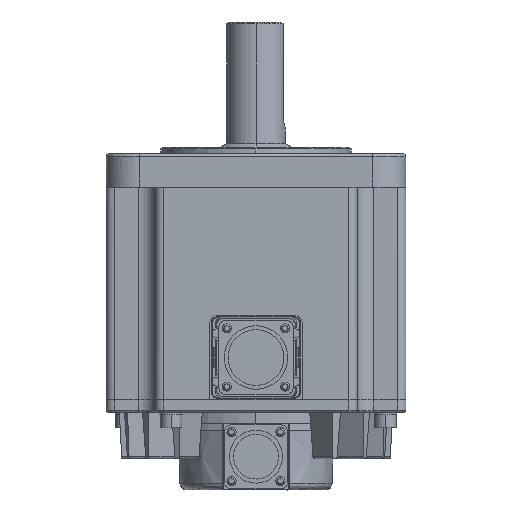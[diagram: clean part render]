
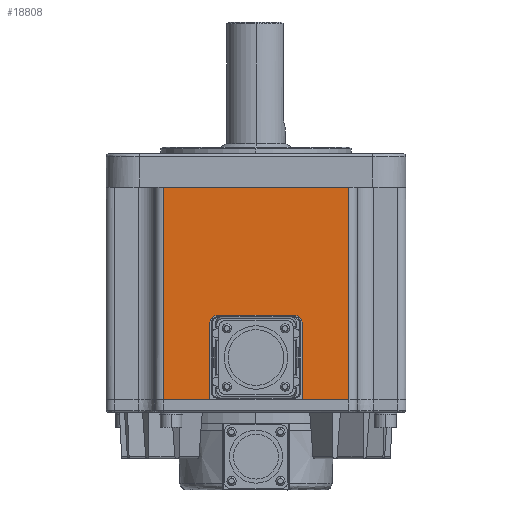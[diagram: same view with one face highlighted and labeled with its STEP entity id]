
A CAD part, left-side view. The second image highlights one B-rep face of the part: STEP entity #18808.
In plain terms, the highlighted planar face has unit normal (-1, 0, 0).
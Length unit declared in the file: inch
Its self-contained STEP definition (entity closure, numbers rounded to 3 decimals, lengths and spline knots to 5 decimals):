
#58 = EDGE_LOOP ( 'NONE', ( #9072, #2618, #17718, #13882, #13710, #9429, #11471, #17534, #4669, #15447 ) ) ;
#534 = CARTESIAN_POINT ( 'NONE',  ( -3.54331, 1.09646, -3.22244 ) ) ;
#1008 = EDGE_CURVE ( 'NONE', #14084, #14646, #14366, .T. ) ;
#1051 = VECTOR ( 'NONE', #1807, 39.37008 ) ;
#1133 = CARTESIAN_POINT ( 'NONE',  ( -3.54331, -2.19291, -5.02362 ) ) ;
#1170 = CARTESIAN_POINT ( 'NONE',  ( -3.54331, 2.19291, 0. ) ) ;
#1572 = EDGE_CURVE ( 'NONE', #14084, #6907, #10392, .T. ) ;
#1771 = CARTESIAN_POINT ( 'NONE',  ( -3.54331, -1.09646, -5.02362 ) ) ;
#1773 = VERTEX_POINT ( 'NONE', #12811 ) ;
#1807 = DIRECTION ( 'NONE',  ( 0., 1., 0. ) ) ;
#2101 = CARTESIAN_POINT ( 'NONE',  ( -3.54331, 0., -2.51181 ) ) ;
#2282 = DIRECTION ( 'NONE',  ( 0., 0., -1. ) ) ;
#2618 = ORIENTED_EDGE ( 'NONE', *, *, #7704, .F. ) ;
#2741 = LINE ( 'NONE', #9053, #11794 ) ;
#2758 = AXIS2_PLACEMENT_3D ( 'NONE', #2101, #17599, #2282 ) ;
#2984 = CIRCLE ( 'NONE', #19076, 0.19094 ) ;
#3131 = CARTESIAN_POINT ( 'NONE',  ( -3.54331, -0.90551, -3.0315 ) ) ;
#3233 = CARTESIAN_POINT ( 'NONE',  ( -3.54331, 1.09646, -2.51181 ) ) ;
#3317 = CARTESIAN_POINT ( 'NONE',  ( -3.54331, 0., -5.02362 ) ) ;
#3364 = DIRECTION ( 'NONE',  ( -1., 0., 0. ) ) ;
#3554 = VECTOR ( 'NONE', #4251, 39.37008 ) ;
#3704 = B_SPLINE_CURVE_WITH_KNOTS ( 'NONE', 3,
 ( #8795, #11835, #16665, #1170 ),
 .UNSPECIFIED., .F., .F.,
 ( 4, 4 ),
 ( 0., 1. ),
 .UNSPECIFIED. ) ;
#3919 = DIRECTION ( 'NONE',  ( 0., 1., 0. ) ) ;
#4251 = DIRECTION ( 'NONE',  ( 0., 1., 0. ) ) ;
#4534 = VERTEX_POINT ( 'NONE', #3131 ) ;
#4574 = CARTESIAN_POINT ( 'NONE',  ( -3.54331, -2.19291, 0. ) ) ;
#4669 = ORIENTED_EDGE ( 'NONE', *, *, #6981, .F. ) ;
#4718 = VECTOR ( 'NONE', #3919, 39.37008 ) ;
#4731 = VECTOR ( 'NONE', #17233, 39.37008 ) ;
#6209 = CARTESIAN_POINT ( 'NONE',  ( -3.54331, -0.90551, -3.22244 ) ) ;
#6575 = CARTESIAN_POINT ( 'NONE',  ( -3.54331, 0.90551, -3.22244 ) ) ;
#6829 = VERTEX_POINT ( 'NONE', #9881 ) ;
#6907 = VERTEX_POINT ( 'NONE', #8280 ) ;
#6981 = EDGE_CURVE ( 'NONE', #14646, #12283, #9057, .T. ) ;
#7508 = VERTEX_POINT ( 'NONE', #14157 ) ;
#7704 = EDGE_CURVE ( 'NONE', #6829, #6907, #3704, .T. ) ;
#8280 = CARTESIAN_POINT ( 'NONE',  ( -3.54331, 2.19291, 0. ) ) ;
#8632 = EDGE_CURVE ( 'NONE', #1773, #4534, #8733, .T. ) ;
#8733 = CIRCLE ( 'NONE', #15821, 0.19094 ) ;
#8795 = CARTESIAN_POINT ( 'NONE',  ( -3.54331, 2.19282, -5.02362 ) ) ;
#9053 = CARTESIAN_POINT ( 'NONE',  ( -3.54331, -1.09646, -2.51181 ) ) ;
#9057 = LINE ( 'NONE', #13709, #3554 ) ;
#9072 = ORIENTED_EDGE ( 'NONE', *, *, #1572, .T. ) ;
#9247 = EDGE_CURVE ( 'NONE', #7508, #6829, #18620, .T. ) ;
#9429 = ORIENTED_EDGE ( 'NONE', *, *, #19915, .F. ) ;
#9486 = DIRECTION ( 'NONE',  ( 0., 0., 1. ) ) ;
#9536 = CARTESIAN_POINT ( 'NONE',  ( -3.54331, 0.90551, -3.0315 ) ) ;
#9881 = CARTESIAN_POINT ( 'NONE',  ( -3.54331, 2.19282, -5.02362 ) ) ;
#10090 = CARTESIAN_POINT ( 'NONE',  ( -3.54331, 0., 0. ) ) ;
#10289 = DIRECTION ( 'NONE',  ( 0., 1., 0. ) ) ;
#10392 = LINE ( 'NONE', #10090, #18512 ) ;
#10477 = VERTEX_POINT ( 'NONE', #9536 ) ;
#10630 = DIRECTION ( 'NONE',  ( -1., 0., 0. ) ) ;
#11122 = EDGE_CURVE ( 'NONE', #10477, #15074, #2984, .T. ) ;
#11235 = DIRECTION ( 'NONE',  ( 0., 0., -1. ) ) ;
#11471 = ORIENTED_EDGE ( 'NONE', *, *, #8632, .F. ) ;
#11770 = CARTESIAN_POINT ( 'NONE',  ( -3.54331, 0., -3.0315 ) ) ;
#11794 = VECTOR ( 'NONE', #15116, 39.37008 ) ;
#11835 = CARTESIAN_POINT ( 'NONE',  ( -3.54331, 2.19285, -3.34908 ) ) ;
#12170 = DIRECTION ( 'NONE',  ( 0., 0., 1. ) ) ;
#12283 = VERTEX_POINT ( 'NONE', #1771 ) ;
#12811 = CARTESIAN_POINT ( 'NONE',  ( -3.54331, -1.09646, -3.22244 ) ) ;
#13709 = CARTESIAN_POINT ( 'NONE',  ( -3.54331, -0.00003, -5.02362 ) ) ;
#13710 = ORIENTED_EDGE ( 'NONE', *, *, #11122, .F. ) ;
#13882 = ORIENTED_EDGE ( 'NONE', *, *, #18472, .F. ) ;
#13904 = LINE ( 'NONE', #3233, #4731 ) ;
#14084 = VERTEX_POINT ( 'NONE', #4574 ) ;
#14157 = CARTESIAN_POINT ( 'NONE',  ( -3.54331, 1.09646, -5.02362 ) ) ;
#14366 = LINE ( 'NONE', #16161, #17530 ) ;
#14646 = VERTEX_POINT ( 'NONE', #1133 ) ;
#15074 = VERTEX_POINT ( 'NONE', #534 ) ;
#15116 = DIRECTION ( 'NONE',  ( 0., 0., 1. ) ) ;
#15447 = ORIENTED_EDGE ( 'NONE', *, *, #1008, .F. ) ;
#15821 = AXIS2_PLACEMENT_3D ( 'NONE', #6209, #10630, #12170 ) ;
#15884 = FACE_OUTER_BOUND ( 'NONE', #58, .T. ) ;
#16161 = CARTESIAN_POINT ( 'NONE',  ( -3.54331, -2.19291, -5.12409 ) ) ;
#16665 = CARTESIAN_POINT ( 'NONE',  ( -3.54331, 2.19288, -1.67454 ) ) ;
#17233 = DIRECTION ( 'NONE',  ( 0., 0., -1. ) ) ;
#17530 = VECTOR ( 'NONE', #11235, 39.37008 ) ;
#17534 = ORIENTED_EDGE ( 'NONE', *, *, #18311, .F. ) ;
#17599 = DIRECTION ( 'NONE',  ( 1., 0., 0. ) ) ;
#17693 = PLANE ( 'NONE',  #2758 ) ;
#17708 = LINE ( 'NONE', #11770, #4718 ) ;
#17718 = ORIENTED_EDGE ( 'NONE', *, *, #9247, .F. ) ;
#18311 = EDGE_CURVE ( 'NONE', #12283, #1773, #2741, .T. ) ;
#18472 = EDGE_CURVE ( 'NONE', #15074, #7508, #13904, .T. ) ;
#18512 = VECTOR ( 'NONE', #10289, 39.37008 ) ;
#18620 = LINE ( 'NONE', #3317, #1051 ) ;
#18808 = ADVANCED_FACE ( 'NONE', ( #15884 ), #17693, .F. ) ;
#19076 = AXIS2_PLACEMENT_3D ( 'NONE', #6575, #3364, #9486 ) ;
#19915 = EDGE_CURVE ( 'NONE', #4534, #10477, #17708, .T. ) ;
